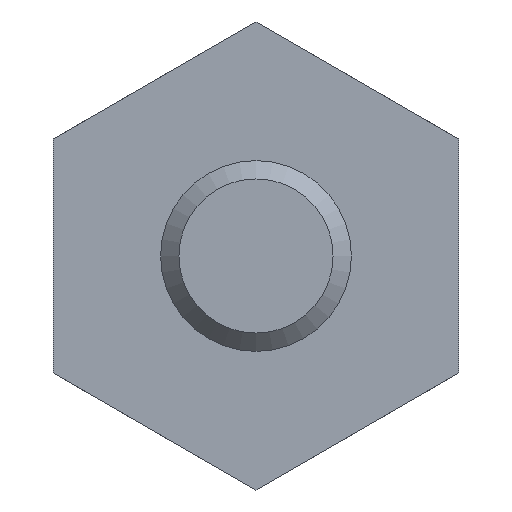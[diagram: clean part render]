
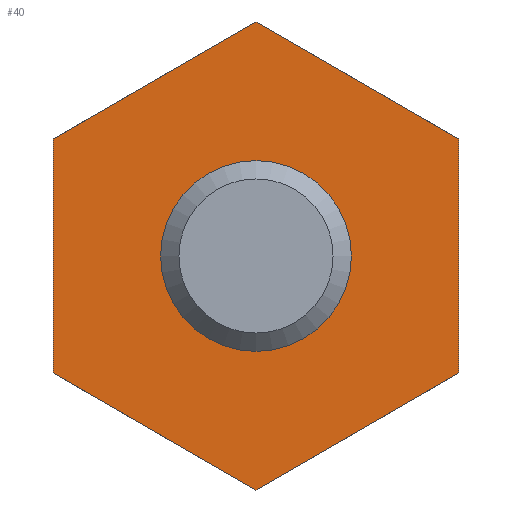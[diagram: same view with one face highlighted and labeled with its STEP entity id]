
A CAD part, front view. The second image highlights one B-rep face of the part: STEP entity #40.
In plain terms, the highlighted planar face has unit normal (0, -1, 0).
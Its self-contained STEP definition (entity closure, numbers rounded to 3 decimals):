
#40 = ADVANCED_FACE( '', ( #87, #88 ), #89, .F. );
#87 = FACE_BOUND( '', #143, .T. );
#88 = FACE_OUTER_BOUND( '', #144, .T. );
#89 = PLANE( '', #145 );
#143 = EDGE_LOOP( '', ( #195 ) );
#144 = EDGE_LOOP( '', ( #196, #197, #198, #199, #200, #201 ) );
#145 = AXIS2_PLACEMENT_3D( '', #202, #203, #204 );
#195 = ORIENTED_EDGE( '', *, *, #297, .F. );
#196 = ORIENTED_EDGE( '', *, *, #298, .F. );
#197 = ORIENTED_EDGE( '', *, *, #299, .F. );
#198 = ORIENTED_EDGE( '', *, *, #300, .F. );
#199 = ORIENTED_EDGE( '', *, *, #301, .F. );
#200 = ORIENTED_EDGE( '', *, *, #302, .T. );
#201 = ORIENTED_EDGE( '', *, *, #303, .F. );
#202 = CARTESIAN_POINT( '', ( 13.5, 0., 0. ) );
#203 = DIRECTION( '', ( 0., 1., 0. ) );
#204 = DIRECTION( '', ( 0., 0., 1. ) );
#297 = EDGE_CURVE( '', #338, #338, #339, .T. );
#298 = EDGE_CURVE( '', #340, #341, #342, .T. );
#299 = EDGE_CURVE( '', #343, #340, #344, .T. );
#300 = EDGE_CURVE( '', #345, #343, #346, .T. );
#301 = EDGE_CURVE( '', #347, #345, #348, .T. );
#302 = EDGE_CURVE( '', #347, #349, #350, .T. );
#303 = EDGE_CURVE( '', #341, #349, #351, .T. );
#338 = VERTEX_POINT( '', #394 );
#339 = CIRCLE( '', #395, 3. );
#340 = VERTEX_POINT( '', #396 );
#341 = VERTEX_POINT( '', #397 );
#342 = LINE( '', #398, #399 );
#343 = VERTEX_POINT( '', #400 );
#344 = LINE( '', #401, #402 );
#345 = VERTEX_POINT( '', #403 );
#346 = LINE( '', #404, #405 );
#347 = VERTEX_POINT( '', #406 );
#348 = LINE( '', #407, #408 );
#349 = VERTEX_POINT( '', #409 );
#350 = LINE( '', #410, #411 );
#351 = LINE( '', #412, #413 );
#394 = CARTESIAN_POINT( '', ( 0., 0., -3. ) );
#395 = AXIS2_PLACEMENT_3D( '', #462, #463, #464 );
#396 = CARTESIAN_POINT( '', ( -8.5, 0., 4.907 ) );
#397 = CARTESIAN_POINT( '', ( 0., 0., 9.815 ) );
#398 = CARTESIAN_POINT( '', ( -8.5, 0., 4.907 ) );
#399 = VECTOR( '', #465, 1000. );
#400 = CARTESIAN_POINT( '', ( -8.5, 0., -4.907 ) );
#401 = CARTESIAN_POINT( '', ( -8.5, 0., -4.907 ) );
#402 = VECTOR( '', #466, 1000. );
#403 = CARTESIAN_POINT( '', ( 0., 0., -9.815 ) );
#404 = CARTESIAN_POINT( '', ( 0., 0., -9.815 ) );
#405 = VECTOR( '', #467, 1000. );
#406 = CARTESIAN_POINT( '', ( 8.5, 0., -4.907 ) );
#407 = CARTESIAN_POINT( '', ( 8.5, 0., -4.907 ) );
#408 = VECTOR( '', #468, 1000. );
#409 = CARTESIAN_POINT( '', ( 8.5, 0., 4.907 ) );
#410 = CARTESIAN_POINT( '', ( 8.5, 0., 0. ) );
#411 = VECTOR( '', #469, 1000. );
#412 = CARTESIAN_POINT( '', ( 0., 0., 9.815 ) );
#413 = VECTOR( '', #470, 1000. );
#462 = CARTESIAN_POINT( '', ( 0., 0., 0. ) );
#463 = DIRECTION( '', ( 0., -1., 0. ) );
#464 = DIRECTION( '', ( 0., 0., -1. ) );
#465 = DIRECTION( '', ( 0.866, 0., 0.5 ) );
#466 = DIRECTION( '', ( 0., 0., 1. ) );
#467 = DIRECTION( '', ( -0.866, 0., 0.5 ) );
#468 = DIRECTION( '', ( -0.866, 0., -0.5 ) );
#469 = DIRECTION( '', ( 0., 0., 1. ) );
#470 = DIRECTION( '', ( 0.866, 0., -0.5 ) );
